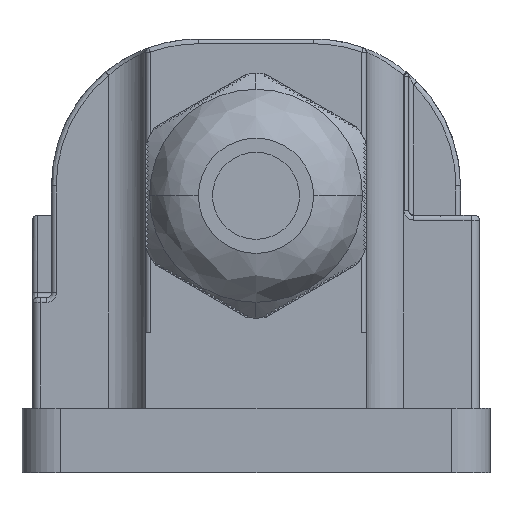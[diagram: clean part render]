
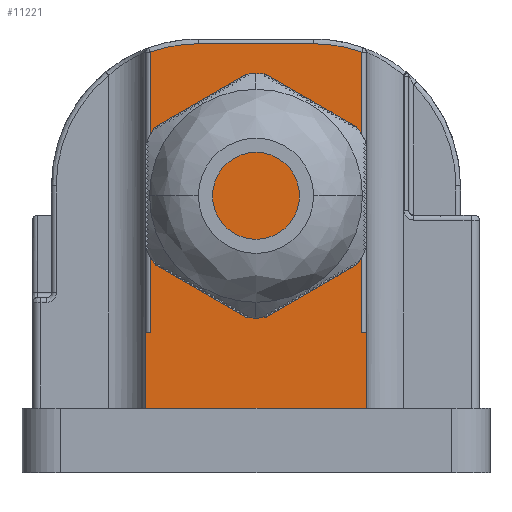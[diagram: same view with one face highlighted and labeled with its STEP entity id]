
A CAD part, left-side view. The second image highlights one B-rep face of the part: STEP entity #11221.
In plain terms, the highlighted planar face has unit normal (-1, 0, 0).
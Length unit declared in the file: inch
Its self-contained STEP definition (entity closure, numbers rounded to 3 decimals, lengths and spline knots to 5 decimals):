
#104 = CARTESIAN_POINT ( 'NONE',  ( -1.5995, 0.3479, 0.20629 ) ) ;
#412 = VECTOR ( 'NONE', #27060, 39.37008 ) ;
#1066 = ORIENTED_EDGE ( 'NONE', *, *, #34790, .T. ) ;
#1520 = VECTOR ( 'NONE', #9167, 39.37008 ) ;
#1667 = LINE ( 'NONE', #37386, #10782 ) ;
#3378 = ORIENTED_EDGE ( 'NONE', *, *, #49175, .T. ) ;
#3804 = B_SPLINE_CURVE_WITH_KNOTS ( 'NONE', 3,
 ( #15376, #19320, #50051, #38305, #50222, #15208 ),
 .UNSPECIFIED., .F., .F.,
 ( 4, 2, 4 ),
 ( 0., 0.5, 1. ),
 .UNSPECIFIED. ) ;
#3937 = EDGE_CURVE ( 'NONE', #12992, #10548, #7277, .T. ) ;
#4217 = ORIENTED_EDGE ( 'NONE', *, *, #21235, .T. ) ;
#5309 = ORIENTED_EDGE ( 'NONE', *, *, #3937, .T. ) ;
#6631 = DIRECTION ( 'NONE',  ( 0., 1., 0. ) ) ;
#6715 = ORIENTED_EDGE ( 'NONE', *, *, #39746, .T. ) ;
#6873 = EDGE_LOOP ( 'NONE', ( #5309, #1066, #40020, #3378, #4217, #41350, #35714, #44037, #10017, #6715 ) ) ;
#7277 = LINE ( 'NONE', #104, #29842 ) ;
#9167 = DIRECTION ( 'NONE',  ( 0., 0., -1. ) ) ;
#9416 = CARTESIAN_POINT ( 'NONE',  ( -1.5995, 1.6219, 0.69841 ) ) ;
#10017 = ORIENTED_EDGE ( 'NONE', *, *, #20370, .T. ) ;
#10068 = CARTESIAN_POINT ( 'NONE',  ( -1.5995, 0.3279, 0.69841 ) ) ;
#10336 = CARTESIAN_POINT ( 'NONE',  ( -1.5995, 1.21501, 1.90446 ) ) ;
#10548 = VERTEX_POINT ( 'NONE', #37403 ) ;
#10709 = LINE ( 'NONE', #35384, #412 ) ;
#10782 = VECTOR ( 'NONE', #6631, 39.37008 ) ;
#11221 = ADVANCED_FACE ( 'NONE', ( #46323 ), #18860, .T. ) ;
#12970 = LINE ( 'NONE', #19527, #15413 ) ;
#12992 = VERTEX_POINT ( 'NONE', #46318 ) ;
#13539 = VERTEX_POINT ( 'NONE', #47642 ) ;
#15208 = CARTESIAN_POINT ( 'NONE',  ( -1.5995, 0.5529, 1.92841 ) ) ;
#15376 = CARTESIAN_POINT ( 'NONE',  ( -1.5995, 0.3479, 1.89262 ) ) ;
#15413 = VECTOR ( 'NONE', #40183, 39.37008 ) ;
#17513 = CARTESIAN_POINT ( 'NONE',  ( -1.5995, 1.0429, 1.92841 ) ) ;
#18160 = CARTESIAN_POINT ( 'NONE',  ( -1.5995, 1.6219, 0.20629 ) ) ;
#18860 = PLANE ( 'NONE',  #47549 ) ;
#19320 = CARTESIAN_POINT ( 'NONE',  ( -1.5995, 0.38077, 1.90446 ) ) ;
#19527 = CARTESIAN_POINT ( 'NONE',  ( -1.5995, 0.3279, 0.20629 ) ) ;
#20370 = EDGE_CURVE ( 'NONE', #39929, #49542, #12970, .T. ) ;
#21235 = EDGE_CURVE ( 'NONE', #13539, #27849, #30012, .T. ) ;
#22282 = LINE ( 'NONE', #25106, #1520 ) ;
#22996 = VERTEX_POINT ( 'NONE', #23576 ) ;
#23451 = EDGE_CURVE ( 'NONE', #39929, #29777, #1667, .T. ) ;
#23576 = CARTESIAN_POINT ( 'NONE',  ( -1.5995, 0.5529, 1.92841 ) ) ;
#23606 = DIRECTION ( 'NONE',  ( 0., 0., 1. ) ) ;
#23739 = VECTOR ( 'NONE', #48347, 39.37008 ) ;
#23956 = CARTESIAN_POINT ( 'NONE',  ( -1.5995, 0.3279, 0.37788 ) ) ;
#24237 = DIRECTION ( 'NONE',  ( 0., 0., -1. ) ) ;
#25106 = CARTESIAN_POINT ( 'NONE',  ( -1.5995, 1.2679, -0.38777 ) ) ;
#25611 = CARTESIAN_POINT ( 'NONE',  ( -1.5995, 1.18136, 1.91339 ) ) ;
#26196 = LINE ( 'NONE', #9416, #23739 ) ;
#27060 = DIRECTION ( 'NONE',  ( 0., 1., 0. ) ) ;
#27849 = VERTEX_POINT ( 'NONE', #36321 ) ;
#28389 = VERTEX_POINT ( 'NONE', #48627 ) ;
#29355 = CARTESIAN_POINT ( 'NONE',  ( -1.5995, 1.07783, 1.92841 ) ) ;
#29777 = VERTEX_POINT ( 'NONE', #49363 ) ;
#29810 = DIRECTION ( 'NONE',  ( -1., 0., 0. ) ) ;
#29842 = VECTOR ( 'NONE', #23606, 39.37008 ) ;
#30012 = LINE ( 'NONE', #47085, #38546 ) ;
#30156 = DIRECTION ( 'NONE',  ( 0., 0., 1. ) ) ;
#31263 = VERTEX_POINT ( 'NONE', #36562 ) ;
#32157 = LINE ( 'NONE', #48434, #50447 ) ;
#33420 = CARTESIAN_POINT ( 'NONE',  ( -1.5995, 1.2479, 1.89262 ) ) ;
#33755 = CARTESIAN_POINT ( 'NONE',  ( -1.5995, 1.11253, 1.9254 ) ) ;
#34790 = EDGE_CURVE ( 'NONE', #10548, #22996, #3804, .T. ) ;
#35384 = CARTESIAN_POINT ( 'NONE',  ( -1.5995, 1.6219, 0.69841 ) ) ;
#35703 = EDGE_CURVE ( 'NONE', #31263, #29777, #22282, .T. ) ;
#35714 = ORIENTED_EDGE ( 'NONE', *, *, #35703, .T. ) ;
#36321 = CARTESIAN_POINT ( 'NONE',  ( -1.5995, 1.2479, 0.69841 ) ) ;
#36562 = CARTESIAN_POINT ( 'NONE',  ( -1.5995, 1.2679, 0.69841 ) ) ;
#37386 = CARTESIAN_POINT ( 'NONE',  ( -1.5995, 1.6294, 0.37788 ) ) ;
#37403 = CARTESIAN_POINT ( 'NONE',  ( -1.5995, 0.3479, 1.89262 ) ) ;
#38305 = CARTESIAN_POINT ( 'NONE',  ( -1.5995, 0.48326, 1.92541 ) ) ;
#38546 = VECTOR ( 'NONE', #24237, 39.37008 ) ;
#39746 = EDGE_CURVE ( 'NONE', #49542, #12992, #10709, .T. ) ;
#39929 = VERTEX_POINT ( 'NONE', #23956 ) ;
#40020 = ORIENTED_EDGE ( 'NONE', *, *, #47865, .T. ) ;
#40183 = DIRECTION ( 'NONE',  ( 0., 0., 1. ) ) ;
#40253 = DIRECTION ( 'NONE',  ( 0., 1., 0. ) ) ;
#40316 = B_SPLINE_CURVE_WITH_KNOTS ( 'NONE', 3,
 ( #17513, #29355, #33755, #25611, #10336, #33420 ),
 .UNSPECIFIED., .F., .F.,
 ( 4, 2, 4 ),
 ( 0., 0.5, 1. ),
 .UNSPECIFIED. ) ;
#41350 = ORIENTED_EDGE ( 'NONE', *, *, #44081, .T. ) ;
#44037 = ORIENTED_EDGE ( 'NONE', *, *, #23451, .F. ) ;
#44081 = EDGE_CURVE ( 'NONE', #27849, #31263, #26196, .T. ) ;
#46318 = CARTESIAN_POINT ( 'NONE',  ( -1.5995, 0.3479, 0.69841 ) ) ;
#46323 = FACE_OUTER_BOUND ( 'NONE', #6873, .T. ) ;
#47085 = CARTESIAN_POINT ( 'NONE',  ( -1.5995, 1.2479, 0.20629 ) ) ;
#47549 = AXIS2_PLACEMENT_3D ( 'NONE', #18160, #29810, #30156 ) ;
#47642 = CARTESIAN_POINT ( 'NONE',  ( -1.5995, 1.2479, 1.89262 ) ) ;
#47865 = EDGE_CURVE ( 'NONE', #22996, #28389, #32157, .T. ) ;
#48347 = DIRECTION ( 'NONE',  ( 0., 1., 0. ) ) ;
#48434 = CARTESIAN_POINT ( 'NONE',  ( -1.5995, 1.6219, 1.92841 ) ) ;
#48627 = CARTESIAN_POINT ( 'NONE',  ( -1.5995, 1.0429, 1.92841 ) ) ;
#49175 = EDGE_CURVE ( 'NONE', #28389, #13539, #40316, .T. ) ;
#49363 = CARTESIAN_POINT ( 'NONE',  ( -1.5995, 1.2679, 0.37788 ) ) ;
#49542 = VERTEX_POINT ( 'NONE', #10068 ) ;
#50051 = CARTESIAN_POINT ( 'NONE',  ( -1.5995, 0.41443, 1.91339 ) ) ;
#50222 = CARTESIAN_POINT ( 'NONE',  ( -1.5995, 0.51795, 1.92841 ) ) ;
#50447 = VECTOR ( 'NONE', #40253, 39.37008 ) ;
